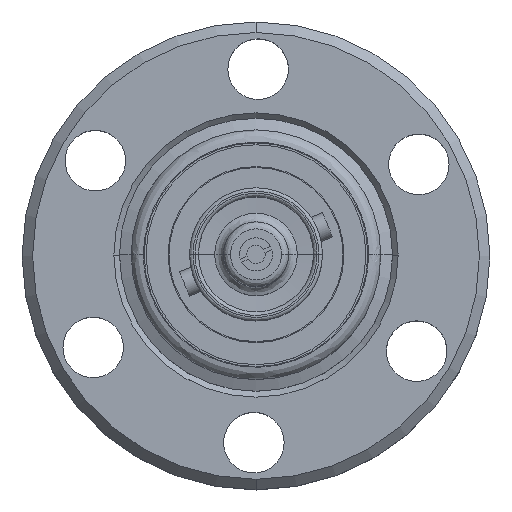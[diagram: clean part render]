
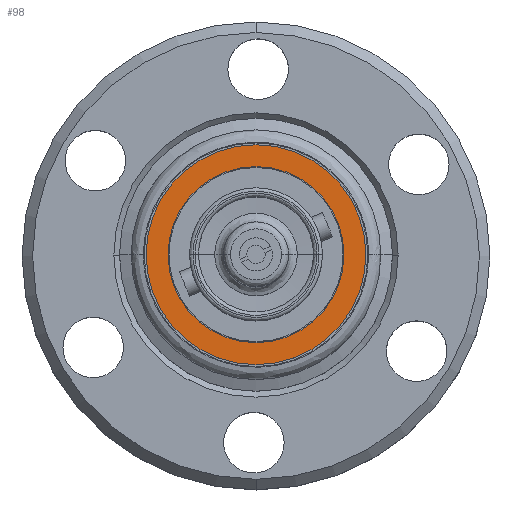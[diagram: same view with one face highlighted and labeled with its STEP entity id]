
A CAD part, top view. The second image highlights one B-rep face of the part: STEP entity #98.
In plain terms, the highlighted planar face has unit normal (0, 0, 1).
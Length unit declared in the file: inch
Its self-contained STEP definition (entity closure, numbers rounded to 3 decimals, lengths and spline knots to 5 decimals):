
#98 = ADVANCED_FACE ( 'NONE', ( #7253, #7256 ), #384, .F. ) ;
#376 = CARTESIAN_POINT ( 'NONE',  ( 0., 0., 1.03424 ) ) ;
#384 = PLANE ( 'NONE',  #5120 ) ;
#386 = DIRECTION ( 'NONE',  ( 0., 0., -1. ) ) ;
#387 = DIRECTION ( 'NONE',  ( 0., 1., 0. ) ) ;
#455 = AXIS2_PLACEMENT_3D ( 'NONE', #7482, #7483, #7484 ) ;
#617 = ORIENTED_EDGE ( 'NONE', *, *, #6248, .F. ) ;
#618 = ORIENTED_EDGE ( 'NONE', *, *, #6380, .F. ) ;
#619 = ORIENTED_EDGE ( 'NONE', *, *, #6399, .F. ) ;
#620 = ORIENTED_EDGE ( 'NONE', *, *, #6250, .F. ) ;
#2053 = CIRCLE ( 'NONE', #5037, 0.3125 ) ;
#2055 = CIRCLE ( 'NONE', #5036, 0.25 ) ;
#2226 = CIRCLE ( 'NONE', #4965, 0.3125 ) ;
#2256 = CIRCLE ( 'NONE', #455, 0.25 ) ;
#2836 = EDGE_LOOP ( 'NONE', ( #620, #619 ) ) ;
#2837 = EDGE_LOOP ( 'NONE', ( #618, #617 ) ) ;
#3032 = VERTEX_POINT ( 'NONE', #6982 ) ;
#3192 = VERTEX_POINT ( 'NONE', #7161 ) ;
#3710 = VERTEX_POINT ( 'NONE', #4054 ) ;
#3718 = VERTEX_POINT ( 'NONE', #4060 ) ;
#4054 = CARTESIAN_POINT ( 'NONE',  ( 0., -0.3125, 1.03424 ) ) ;
#4060 = CARTESIAN_POINT ( 'NONE',  ( 0., 0.3125, 1.03424 ) ) ;
#4806 = CARTESIAN_POINT ( 'NONE',  ( 0., 0., 1.03424 ) ) ;
#4807 = DIRECTION ( 'NONE',  ( 0., 0., -1. ) ) ;
#4808 = DIRECTION ( 'NONE',  ( 0., -1., 0. ) ) ;
#4812 = CARTESIAN_POINT ( 'NONE',  ( 0., 0., 1.03424 ) ) ;
#4813 = DIRECTION ( 'NONE',  ( 0., 0., 1. ) ) ;
#4814 = DIRECTION ( 'NONE',  ( 1., 0., 0. ) ) ;
#4965 = AXIS2_PLACEMENT_3D ( 'NONE', #7394, #7395, #7396 ) ;
#5036 = AXIS2_PLACEMENT_3D ( 'NONE', #4812, #4813, #4814 ) ;
#5037 = AXIS2_PLACEMENT_3D ( 'NONE', #4806, #4807, #4808 ) ;
#5120 = AXIS2_PLACEMENT_3D ( 'NONE', #376, #386, #387 ) ;
#6248 = EDGE_CURVE ( 'NONE', #3718, #3710, #2053, .T. ) ;
#6250 = EDGE_CURVE ( 'NONE', #3032, #3192, #2055, .T. ) ;
#6380 = EDGE_CURVE ( 'NONE', #3710, #3718, #2226, .T. ) ;
#6399 = EDGE_CURVE ( 'NONE', #3192, #3032, #2256, .T. ) ;
#6982 = CARTESIAN_POINT ( 'NONE',  ( 0.25, 0., 1.03424 ) ) ;
#7161 = CARTESIAN_POINT ( 'NONE',  ( -0.25, 0., 1.03424 ) ) ;
#7253 = FACE_BOUND ( 'NONE', #2836, .T. ) ;
#7256 = FACE_OUTER_BOUND ( 'NONE', #2837, .T. ) ;
#7394 = CARTESIAN_POINT ( 'NONE',  ( 0., 0., 1.03424 ) ) ;
#7395 = DIRECTION ( 'NONE',  ( 0., 0., -1. ) ) ;
#7396 = DIRECTION ( 'NONE',  ( 0., -1., 0. ) ) ;
#7482 = CARTESIAN_POINT ( 'NONE',  ( 0., 0., 1.03424 ) ) ;
#7483 = DIRECTION ( 'NONE',  ( 0., 0., 1. ) ) ;
#7484 = DIRECTION ( 'NONE',  ( 1., 0., 0. ) ) ;
